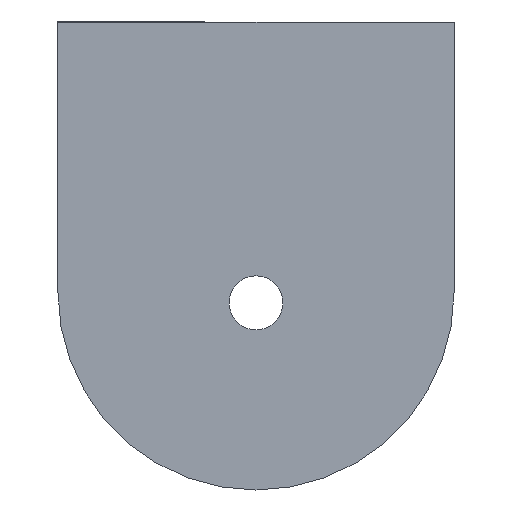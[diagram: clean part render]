
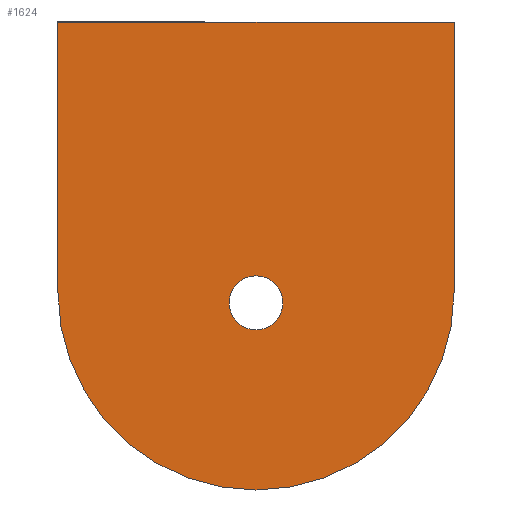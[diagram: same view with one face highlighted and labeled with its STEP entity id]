
A CAD part, front view. The second image highlights one B-rep face of the part: STEP entity #1624.
In plain terms, the highlighted planar face has unit normal (0, -1, 0).
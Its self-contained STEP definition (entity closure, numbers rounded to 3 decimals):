
#54 = CARTESIAN_POINT ( 'NONE',  ( -12.7, 0., -30. ) ) ;
#101 = VECTOR ( 'NONE', #608, 1000. ) ;
#153 = CARTESIAN_POINT ( 'NONE',  ( 0., 0., -17.3 ) ) ;
#179 = CARTESIAN_POINT ( 'NONE',  ( 0., 0., -30. ) ) ;
#322 = AXIS2_PLACEMENT_3D ( 'NONE', #2378, #964, #2615 ) ;
#333 = CARTESIAN_POINT ( 'NONE',  ( -12.7, 0., -17.3 ) ) ;
#357 = VERTEX_POINT ( 'NONE', #2700 ) ;
#374 = EDGE_LOOP ( 'NONE', ( #1509, #2330 ) ) ;
#383 = CARTESIAN_POINT ( 'NONE',  ( -12.7, 0., 0. ) ) ;
#513 = CIRCLE ( 'NONE', #1528, 1.727 ) ;
#532 = ORIENTED_EDGE ( 'NONE', *, *, #1706, .T. ) ;
#583 = DIRECTION ( 'NONE',  ( 0., 0., 1. ) ) ;
#585 = CIRCLE ( 'NONE', #322, 1.727 ) ;
#608 = DIRECTION ( 'NONE',  ( 1., 0., 0. ) ) ;
#619 = EDGE_LOOP ( 'NONE', ( #703, #3068, #532, #2404, #2573 ) ) ;
#703 = ORIENTED_EDGE ( 'NONE', *, *, #1661, .F. ) ;
#733 = LINE ( 'NONE', #383, #101 ) ;
#761 = DIRECTION ( 'NONE',  ( 0., -1., 0. ) ) ;
#790 = VERTEX_POINT ( 'NONE', #2450 ) ;
#818 = CARTESIAN_POINT ( 'NONE',  ( -12.7, 0., 0. ) ) ;
#822 = DIRECTION ( 'NONE',  ( 0., 0., 1. ) ) ;
#862 = PLANE ( 'NONE',  #1512 ) ;
#942 = EDGE_CURVE ( 'NONE', #1796, #1348, #585, .T. ) ;
#964 = DIRECTION ( 'NONE',  ( 0., 1., 0. ) ) ;
#997 = DIRECTION ( 'NONE',  ( 0., 1., 0. ) ) ;
#1093 = LINE ( 'NONE', #54, #2929 ) ;
#1143 = DIRECTION ( 'NONE',  ( 0., 0., 1. ) ) ;
#1235 = DIRECTION ( 'NONE',  ( 0., 1., 0. ) ) ;
#1302 = CARTESIAN_POINT ( 'NONE',  ( 12.7, 0., -30. ) ) ;
#1340 = AXIS2_PLACEMENT_3D ( 'NONE', #2003, #761, #583 ) ;
#1348 = VERTEX_POINT ( 'NONE', #1698 ) ;
#1396 = FACE_OUTER_BOUND ( 'NONE', #619, .T. ) ;
#1479 = VERTEX_POINT ( 'NONE', #179 ) ;
#1481 = VERTEX_POINT ( 'NONE', #333 ) ;
#1509 = ORIENTED_EDGE ( 'NONE', *, *, #942, .T. ) ;
#1512 = AXIS2_PLACEMENT_3D ( 'NONE', #818, #997, #822 ) ;
#1528 = AXIS2_PLACEMENT_3D ( 'NONE', #2665, #1235, #2913 ) ;
#1624 = ADVANCED_FACE ( 'NONE', ( #2658, #1396 ), #862, .F. ) ;
#1635 = EDGE_CURVE ( 'NONE', #1481, #1479, #2996, .T. ) ;
#1661 = EDGE_CURVE ( 'NONE', #1481, #2990, #1093, .T. ) ;
#1674 = CARTESIAN_POINT ( 'NONE',  ( 0., 0., -16.273 ) ) ;
#1698 = CARTESIAN_POINT ( 'NONE',  ( 0., 0., -19.727 ) ) ;
#1706 = EDGE_CURVE ( 'NONE', #1479, #357, #2075, .T. ) ;
#1796 = VERTEX_POINT ( 'NONE', #1674 ) ;
#1993 = VECTOR ( 'NONE', #2036, 1000. ) ;
#2003 = CARTESIAN_POINT ( 'NONE',  ( 0., 0., -17.3 ) ) ;
#2036 = DIRECTION ( 'NONE',  ( 0., 0., -1. ) ) ;
#2037 = DIRECTION ( 'NONE',  ( 0., -1., 0. ) ) ;
#2075 = CIRCLE ( 'NONE', #2777, 12.7 ) ;
#2133 = EDGE_CURVE ( 'NONE', #1348, #1796, #513, .T. ) ;
#2330 = ORIENTED_EDGE ( 'NONE', *, *, #2133, .T. ) ;
#2378 = CARTESIAN_POINT ( 'NONE',  ( 0., 0., -18. ) ) ;
#2404 = ORIENTED_EDGE ( 'NONE', *, *, #2939, .F. ) ;
#2414 = DIRECTION ( 'NONE',  ( 0., 0., 1. ) ) ;
#2450 = CARTESIAN_POINT ( 'NONE',  ( 12.7, 0., 0. ) ) ;
#2573 = ORIENTED_EDGE ( 'NONE', *, *, #2957, .F. ) ;
#2615 = DIRECTION ( 'NONE',  ( 0., 0., 1. ) ) ;
#2616 = LINE ( 'NONE', #1302, #1993 ) ;
#2658 = FACE_BOUND ( 'NONE', #374, .T. ) ;
#2665 = CARTESIAN_POINT ( 'NONE',  ( 0., 0., -18. ) ) ;
#2700 = CARTESIAN_POINT ( 'NONE',  ( 12.7, 0., -17.3 ) ) ;
#2777 = AXIS2_PLACEMENT_3D ( 'NONE', #153, #2037, #1143 ) ;
#2913 = DIRECTION ( 'NONE',  ( 0., 0., 1. ) ) ;
#2929 = VECTOR ( 'NONE', #2414, 1000. ) ;
#2939 = EDGE_CURVE ( 'NONE', #790, #357, #2616, .T. ) ;
#2957 = EDGE_CURVE ( 'NONE', #2990, #790, #733, .T. ) ;
#2990 = VERTEX_POINT ( 'NONE', #3000 ) ;
#2996 = CIRCLE ( 'NONE', #1340, 12.7 ) ;
#3000 = CARTESIAN_POINT ( 'NONE',  ( -12.7, 0., 0. ) ) ;
#3068 = ORIENTED_EDGE ( 'NONE', *, *, #1635, .T. ) ;
